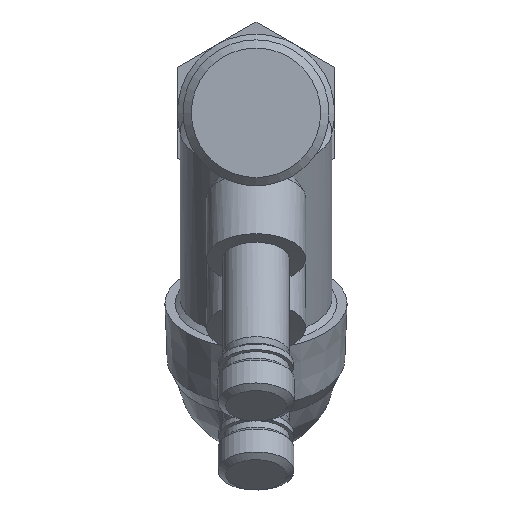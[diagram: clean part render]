
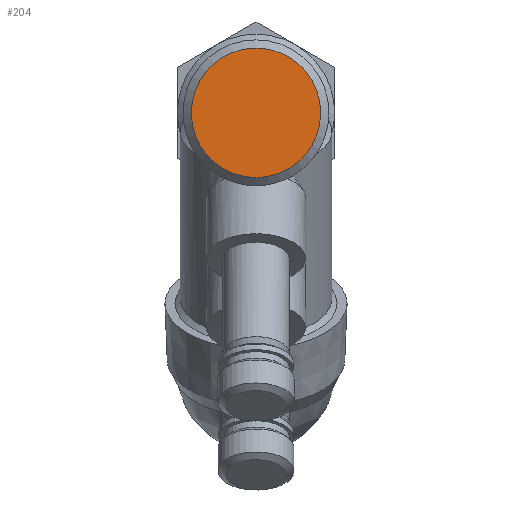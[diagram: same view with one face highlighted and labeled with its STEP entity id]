
A CAD part, left-side view. The second image highlights one B-rep face of the part: STEP entity #204.
In plain terms, the highlighted planar face has unit normal (-1, 0, 0).
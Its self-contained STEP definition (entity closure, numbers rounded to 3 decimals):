
#204 = ADVANCED_FACE( '', ( #509 ), #510, .T. );
#509 = FACE_OUTER_BOUND( '', #848, .T. );
#510 = PLANE( '', #849 );
#848 = EDGE_LOOP( '', ( #1795 ) );
#849 = AXIS2_PLACEMENT_3D( '', #1796, #1797, #1798 );
#1795 = ORIENTED_EDGE( '', *, *, #2079, .F. );
#1796 = CARTESIAN_POINT( '', ( -45.5, 0., 10.75 ) );
#1797 = DIRECTION( '', ( -1., 0., 0. ) );
#1798 = DIRECTION( '', ( 0., 1., 0. ) );
#2079 = EDGE_CURVE( '', #2557, #2557, #2558, .T. );
#2557 = VERTEX_POINT( '', #3559 );
#2558 = CIRCLE( '', #3560, 11.721 );
#3559 = CARTESIAN_POINT( '', ( -45.5, -11.721, 0. ) );
#3560 = AXIS2_PLACEMENT_3D( '', #3990, #3991, #3992 );
#3990 = CARTESIAN_POINT( '', ( -45.5, 0., 0. ) );
#3991 = DIRECTION( '', ( 1., 0., 0. ) );
#3992 = DIRECTION( '', ( 0., -1., 0. ) );
